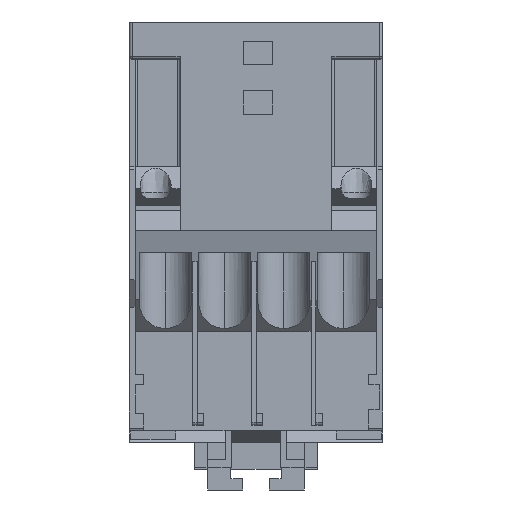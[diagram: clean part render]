
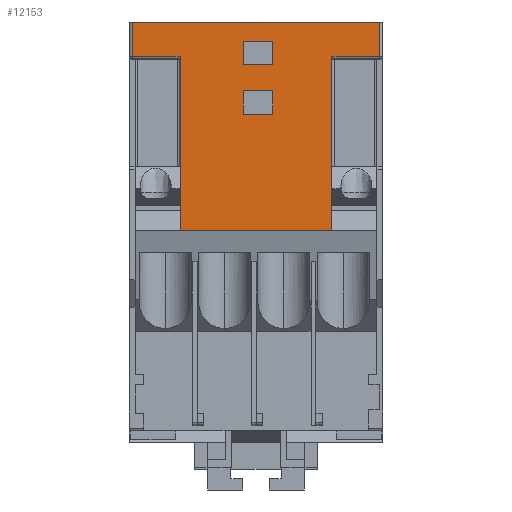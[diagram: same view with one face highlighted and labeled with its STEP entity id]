
A CAD part, front view. The second image highlights one B-rep face of the part: STEP entity #12153.
In plain terms, the highlighted planar face has unit normal (0, -1, 0).
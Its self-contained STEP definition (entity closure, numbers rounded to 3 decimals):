
#91 = VERTEX_POINT ( 'NONE', #18306 ) ;
#352 = VECTOR ( 'NONE', #22020, 1000. ) ;
#387 = VECTOR ( 'NONE', #11176, 1000. ) ;
#1060 = CARTESIAN_POINT ( 'NONE',  ( 2.94, -35.6, 24.15 ) ) ;
#1309 = LINE ( 'NONE', #12306, #20302 ) ;
#1417 = AXIS2_PLACEMENT_3D ( 'NONE', #11239, #16672, #3472 ) ;
#1481 = PLANE ( 'NONE',  #1417 ) ;
#1689 = CARTESIAN_POINT ( 'NONE',  ( 22.5, -35.6, 30.25 ) ) ;
#1852 = VECTOR ( 'NONE', #5711, 1000. ) ;
#1855 = LINE ( 'NONE', #3605, #1852 ) ;
#2128 = DIRECTION ( 'NONE',  ( 0., 0., 1. ) ) ;
#2186 = EDGE_CURVE ( 'NONE', #20170, #5676, #1855, .T. ) ;
#2188 = ORIENTED_EDGE ( 'NONE', *, *, #23197, .F. ) ;
#2199 = VERTEX_POINT ( 'NONE', #17281 ) ;
#2301 = EDGE_LOOP ( 'NONE', ( #8495, #16697, #14062, #9009 ) ) ;
#2307 = CARTESIAN_POINT ( 'NONE',  ( 13.5, -35.6, -0.75 ) ) ;
#2410 = LINE ( 'NONE', #17595, #15823 ) ;
#3060 = LINE ( 'NONE', #7140, #3085 ) ;
#3085 = VECTOR ( 'NONE', #20231, 1000. ) ;
#3120 = ORIENTED_EDGE ( 'NONE', *, *, #7754, .T. ) ;
#3280 = VECTOR ( 'NONE', #7226, 1000. ) ;
#3472 = DIRECTION ( 'NONE',  ( 0., 0., 1. ) ) ;
#3605 = CARTESIAN_POINT ( 'NONE',  ( 2.94, -35.6, 24.15 ) ) ;
#3722 = FACE_BOUND ( 'NONE', #2301, .T. ) ;
#3778 = LINE ( 'NONE', #15233, #11444 ) ;
#3944 = CARTESIAN_POINT ( 'NONE',  ( 21.5, -35.6, -0.75 ) ) ;
#4164 = VERTEX_POINT ( 'NONE', #10317 ) ;
#4557 = CARTESIAN_POINT ( 'NONE',  ( 22., -35.6, 30.25 ) ) ;
#5041 = DIRECTION ( 'NONE',  ( 1., 0., 0. ) ) ;
#5190 = CARTESIAN_POINT ( 'NONE',  ( -22., -35.6, 36.35 ) ) ;
#5536 = CARTESIAN_POINT ( 'NONE',  ( -22., -35.6, 30.25 ) ) ;
#5590 = VECTOR ( 'NONE', #2128, 1000. ) ;
#5616 = EDGE_CURVE ( 'NONE', #14183, #91, #20533, .T. ) ;
#5676 = VERTEX_POINT ( 'NONE', #1060 ) ;
#5711 = DIRECTION ( 'NONE',  ( 0., 0., 1. ) ) ;
#6035 = EDGE_CURVE ( 'NONE', #2199, #16280, #6178, .T. ) ;
#6080 = VERTEX_POINT ( 'NONE', #17392 ) ;
#6148 = ORIENTED_EDGE ( 'NONE', *, *, #19079, .F. ) ;
#6178 = LINE ( 'NONE', #15670, #7611 ) ;
#6375 = EDGE_LOOP ( 'NONE', ( #12018, #13419, #11285, #11396 ) ) ;
#6986 = LINE ( 'NONE', #12651, #387 ) ;
#7065 = VERTEX_POINT ( 'NONE', #10183 ) ;
#7135 = DIRECTION ( 'NONE',  ( 0., 0., -1. ) ) ;
#7140 = CARTESIAN_POINT ( 'NONE',  ( 2.94, -35.6, 19.95 ) ) ;
#7182 = EDGE_CURVE ( 'NONE', #5676, #8330, #16454, .T. ) ;
#7226 = DIRECTION ( 'NONE',  ( -1., 0., 0. ) ) ;
#7551 = FACE_OUTER_BOUND ( 'NONE', #10309, .T. ) ;
#7611 = VECTOR ( 'NONE', #19383, 1000. ) ;
#7679 = CARTESIAN_POINT ( 'NONE',  ( 13.5, -35.6, 6.75 ) ) ;
#7754 = EDGE_CURVE ( 'NONE', #8010, #7065, #6986, .T. ) ;
#7851 = EDGE_CURVE ( 'NONE', #9538, #15412, #3778, .T. ) ;
#8010 = VERTEX_POINT ( 'NONE', #20448 ) ;
#8277 = VERTEX_POINT ( 'NONE', #19630 ) ;
#8311 = ORIENTED_EDGE ( 'NONE', *, *, #19952, .T. ) ;
#8330 = VERTEX_POINT ( 'NONE', #18235 ) ;
#8481 = VECTOR ( 'NONE', #13298, 1000. ) ;
#8495 = ORIENTED_EDGE ( 'NONE', *, *, #7182, .F. ) ;
#8579 = VECTOR ( 'NONE', #15107, 1000. ) ;
#8854 = EDGE_CURVE ( 'NONE', #8330, #8277, #2410, .T. ) ;
#9009 = ORIENTED_EDGE ( 'NONE', *, *, #8854, .F. ) ;
#9538 = VERTEX_POINT ( 'NONE', #10515 ) ;
#9675 = CARTESIAN_POINT ( 'NONE',  ( 22., -35.6, 36.35 ) ) ;
#9719 = LINE ( 'NONE', #15141, #18035 ) ;
#10072 = DIRECTION ( 'NONE',  ( 0., 0., -1. ) ) ;
#10183 = CARTESIAN_POINT ( 'NONE',  ( -13.5, -35.6, 6.75 ) ) ;
#10309 = EDGE_LOOP ( 'NONE', ( #16455, #16587, #13927, #11178, #8311, #3120, #23267, #15642, #2188, #6148 ) ) ;
#10317 = CARTESIAN_POINT ( 'NONE',  ( -22., -35.6, 30.25 ) ) ;
#10384 = VECTOR ( 'NONE', #5041, 1000. ) ;
#10515 = CARTESIAN_POINT ( 'NONE',  ( 22., -35.6, 36.35 ) ) ;
#10721 = VECTOR ( 'NONE', #7135, 1000. ) ;
#10833 = CARTESIAN_POINT ( 'NONE',  ( -13.5, -35.6, -0.75 ) ) ;
#11027 = CARTESIAN_POINT ( 'NONE',  ( 2.94, -35.6, 24.15 ) ) ;
#11100 = CARTESIAN_POINT ( 'NONE',  ( -13.5, -35.6, 29.75 ) ) ;
#11128 = DIRECTION ( 'NONE',  ( 0., 0., 1. ) ) ;
#11176 = DIRECTION ( 'NONE',  ( 0., 0., -1. ) ) ;
#11178 = ORIENTED_EDGE ( 'NONE', *, *, #19255, .T. ) ;
#11239 = CARTESIAN_POINT ( 'NONE',  ( 22.5, -35.6, 36.35 ) ) ;
#11285 = ORIENTED_EDGE ( 'NONE', *, *, #20831, .F. ) ;
#11396 = ORIENTED_EDGE ( 'NONE', *, *, #6035, .F. ) ;
#11444 = VECTOR ( 'NONE', #13131, 1000. ) ;
#11500 = VERTEX_POINT ( 'NONE', #4557 ) ;
#12018 = ORIENTED_EDGE ( 'NONE', *, *, #17820, .F. ) ;
#12153 = ADVANCED_FACE ( 'NONE', ( #3722, #20274, #7551 ), #1481, .F. ) ;
#12306 = CARTESIAN_POINT ( 'NONE',  ( 13.5, -35.6, 29.75 ) ) ;
#12651 = CARTESIAN_POINT ( 'NONE',  ( -13.5, -35.6, 29.75 ) ) ;
#12714 = VECTOR ( 'NONE', #11128, 1000. ) ;
#12760 = LINE ( 'NONE', #24160, #8579 ) ;
#12851 = CARTESIAN_POINT ( 'NONE',  ( -2.31, -35.6, 28.75 ) ) ;
#13131 = DIRECTION ( 'NONE',  ( -1., 0., 0. ) ) ;
#13298 = DIRECTION ( 'NONE',  ( 0., 0., -1. ) ) ;
#13299 = DIRECTION ( 'NONE',  ( 1., 0., 0. ) ) ;
#13366 = EDGE_CURVE ( 'NONE', #11500, #9538, #15214, .T. ) ;
#13419 = ORIENTED_EDGE ( 'NONE', *, *, #5616, .F. ) ;
#13904 = VERTEX_POINT ( 'NONE', #7679 ) ;
#13927 = ORIENTED_EDGE ( 'NONE', *, *, #7851, .T. ) ;
#14062 = ORIENTED_EDGE ( 'NONE', *, *, #22009, .F. ) ;
#14183 = VERTEX_POINT ( 'NONE', #21975 ) ;
#14783 = LINE ( 'NONE', #3944, #23797 ) ;
#15014 = DIRECTION ( 'NONE',  ( 0., 0., -1. ) ) ;
#15107 = DIRECTION ( 'NONE',  ( 1., 0., 0. ) ) ;
#15141 = CARTESIAN_POINT ( 'NONE',  ( 13.5, -35.6, 29.75 ) ) ;
#15214 = LINE ( 'NONE', #9675, #5590 ) ;
#15233 = CARTESIAN_POINT ( 'NONE',  ( 22.5, -35.6, 36.35 ) ) ;
#15412 = VERTEX_POINT ( 'NONE', #5190 ) ;
#15642 = ORIENTED_EDGE ( 'NONE', *, *, #17602, .F. ) ;
#15670 = CARTESIAN_POINT ( 'NONE',  ( -2.31, -35.6, 32.95 ) ) ;
#15823 = VECTOR ( 'NONE', #10072, 1000. ) ;
#16280 = VERTEX_POINT ( 'NONE', #12851 ) ;
#16454 = LINE ( 'NONE', #11027, #352 ) ;
#16455 = ORIENTED_EDGE ( 'NONE', *, *, #17012, .T. ) ;
#16512 = LINE ( 'NONE', #1689, #10384 ) ;
#16587 = ORIENTED_EDGE ( 'NONE', *, *, #13366, .T. ) ;
#16590 = LINE ( 'NONE', #22033, #3280 ) ;
#16672 = DIRECTION ( 'NONE',  ( 0., 1., 0. ) ) ;
#16697 = ORIENTED_EDGE ( 'NONE', *, *, #2186, .F. ) ;
#16901 = DIRECTION ( 'NONE',  ( -1., 0., 0. ) ) ;
#17012 = EDGE_CURVE ( 'NONE', #6080, #11500, #16512, .T. ) ;
#17020 = CARTESIAN_POINT ( 'NONE',  ( -13.5, -35.6, 30.25 ) ) ;
#17281 = CARTESIAN_POINT ( 'NONE',  ( -2.31, -35.6, 32.95 ) ) ;
#17392 = CARTESIAN_POINT ( 'NONE',  ( 13.5, -35.6, 30.25 ) ) ;
#17595 = CARTESIAN_POINT ( 'NONE',  ( -2.31, -35.6, 24.15 ) ) ;
#17602 = EDGE_CURVE ( 'NONE', #24325, #22040, #14783, .T. ) ;
#17820 = EDGE_CURVE ( 'NONE', #91, #2199, #16590, .T. ) ;
#17992 = VECTOR ( 'NONE', #13299, 1000. ) ;
#18035 = VECTOR ( 'NONE', #15014, 1000. ) ;
#18235 = CARTESIAN_POINT ( 'NONE',  ( -2.31, -35.6, 24.15 ) ) ;
#18306 = CARTESIAN_POINT ( 'NONE',  ( 2.94, -35.6, 32.95 ) ) ;
#18835 = EDGE_CURVE ( 'NONE', #7065, #22040, #22590, .T. ) ;
#18853 = LINE ( 'NONE', #5536, #10721 ) ;
#19079 = EDGE_CURVE ( 'NONE', #6080, #13904, #1309, .T. ) ;
#19255 = EDGE_CURVE ( 'NONE', #15412, #4164, #18853, .T. ) ;
#19375 = CARTESIAN_POINT ( 'NONE',  ( 2.94, -35.6, 19.95 ) ) ;
#19383 = DIRECTION ( 'NONE',  ( 0., 0., -1. ) ) ;
#19630 = CARTESIAN_POINT ( 'NONE',  ( -2.31, -35.6, 19.95 ) ) ;
#19952 = EDGE_CURVE ( 'NONE', #4164, #8010, #23967, .T. ) ;
#20170 = VERTEX_POINT ( 'NONE', #19375 ) ;
#20231 = DIRECTION ( 'NONE',  ( 1., 0., 0. ) ) ;
#20274 = FACE_BOUND ( 'NONE', #6375, .T. ) ;
#20302 = VECTOR ( 'NONE', #22071, 1000. ) ;
#20448 = CARTESIAN_POINT ( 'NONE',  ( -13.5, -35.6, 30.25 ) ) ;
#20533 = LINE ( 'NONE', #24365, #12714 ) ;
#20831 = EDGE_CURVE ( 'NONE', #16280, #14183, #12760, .T. ) ;
#21975 = CARTESIAN_POINT ( 'NONE',  ( 2.94, -35.6, 28.75 ) ) ;
#22009 = EDGE_CURVE ( 'NONE', #8277, #20170, #3060, .T. ) ;
#22020 = DIRECTION ( 'NONE',  ( -1., 0., 0. ) ) ;
#22033 = CARTESIAN_POINT ( 'NONE',  ( 2.94, -35.6, 32.95 ) ) ;
#22040 = VERTEX_POINT ( 'NONE', #10833 ) ;
#22071 = DIRECTION ( 'NONE',  ( 0., 0., -1. ) ) ;
#22590 = LINE ( 'NONE', #11100, #8481 ) ;
#23197 = EDGE_CURVE ( 'NONE', #13904, #24325, #9719, .T. ) ;
#23267 = ORIENTED_EDGE ( 'NONE', *, *, #18835, .T. ) ;
#23797 = VECTOR ( 'NONE', #16901, 1000. ) ;
#23967 = LINE ( 'NONE', #17020, #17992 ) ;
#24160 = CARTESIAN_POINT ( 'NONE',  ( 2.94, -35.6, 28.75 ) ) ;
#24325 = VERTEX_POINT ( 'NONE', #2307 ) ;
#24365 = CARTESIAN_POINT ( 'NONE',  ( 2.94, -35.6, 32.95 ) ) ;
